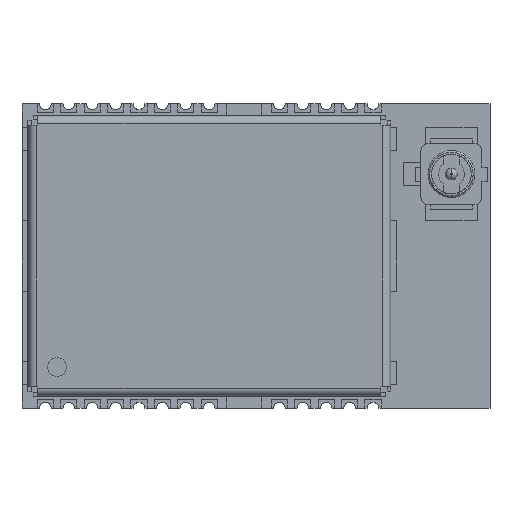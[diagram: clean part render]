
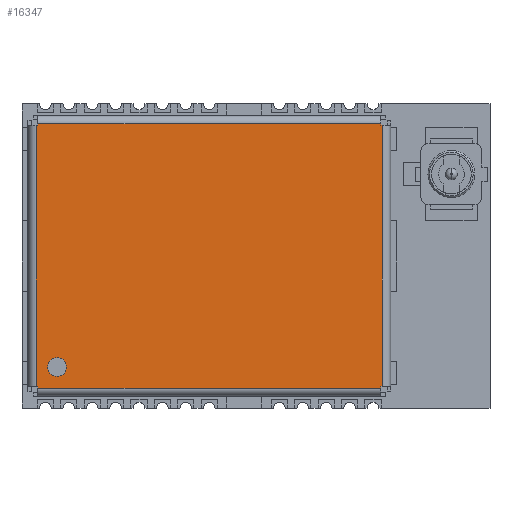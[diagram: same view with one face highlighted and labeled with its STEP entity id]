
A CAD part, top view. The second image highlights one B-rep face of the part: STEP entity #16347.
In plain terms, the highlighted face is planar.
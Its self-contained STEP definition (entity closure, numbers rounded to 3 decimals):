
#187 = VECTOR ( 'NONE', #16358, 1000. ) ;
#203 = FACE_BOUND ( 'NONE', #10466, .T. ) ;
#289 = VERTEX_POINT ( 'NONE', #3331 ) ;
#302 = VERTEX_POINT ( 'NONE', #14066 ) ;
#382 = FACE_OUTER_BOUND ( 'NONE', #2863, .T. ) ;
#727 = CARTESIAN_POINT ( 'NONE',  ( 0.425, 0., 0. ) ) ;
#808 = AXIS2_PLACEMENT_3D ( 'NONE', #11114, #9872, #16440 ) ;
#882 = CARTESIAN_POINT ( 'NONE',  ( 15.075, 0., 0. ) ) ;
#966 = ORIENTED_EDGE ( 'NONE', *, *, #4844, .F. ) ;
#1309 = ORIENTED_EDGE ( 'NONE', *, *, #6547, .T. ) ;
#1490 = EDGE_CURVE ( 'NONE', #6553, #9265, #4277, .T. ) ;
#1619 = PLANE ( 'NONE',  #808 ) ;
#1703 = CARTESIAN_POINT ( 'NONE',  ( 0.425, 0.35, 0. ) ) ;
#1825 = CARTESIAN_POINT ( 'NONE',  ( 15.15, 0.425, 0. ) ) ;
#1889 = CARTESIAN_POINT ( 'NONE',  ( 0.425, 0.425, 0. ) ) ;
#2091 = VERTEX_POINT ( 'NONE', #14364 ) ;
#2158 = LINE ( 'NONE', #5041, #11030 ) ;
#2214 = VECTOR ( 'NONE', #10518, 1000. ) ;
#2311 = VECTOR ( 'NONE', #6792, 1000. ) ;
#2730 = CARTESIAN_POINT ( 'NONE',  ( 15.15, 0.425, 0. ) ) ;
#2863 = EDGE_LOOP ( 'NONE', ( #13867, #15322, #9352, #7031, #9411, #16788, #13075, #7992, #4214, #9592, #1309, #7814 ) ) ;
#2895 = VECTOR ( 'NONE', #11241, 1000. ) ;
#3209 = EDGE_CURVE ( 'NONE', #2091, #289, #2158, .T. ) ;
#3321 = CARTESIAN_POINT ( 'NONE',  ( 0.35, 11.575, 0. ) ) ;
#3331 = CARTESIAN_POINT ( 'NONE',  ( 15.075, 0.35, 0. ) ) ;
#3383 = DIRECTION ( 'NONE',  ( -1., 0., 0. ) ) ;
#3652 = EDGE_CURVE ( 'NONE', #302, #11560, #5107, .T. ) ;
#3673 = VECTOR ( 'NONE', #12944, 1000. ) ;
#3824 = CARTESIAN_POINT ( 'NONE',  ( 0.425, 0.35, 0. ) ) ;
#3993 = EDGE_CURVE ( 'NONE', #12177, #11001, #9654, .T. ) ;
#4015 = VECTOR ( 'NONE', #16088, 1000. ) ;
#4036 = LINE ( 'NONE', #2730, #11366 ) ;
#4105 = VERTEX_POINT ( 'NONE', #1825 ) ;
#4214 = ORIENTED_EDGE ( 'NONE', *, *, #9690, .T. ) ;
#4277 = LINE ( 'NONE', #10812, #7054 ) ;
#4494 = VECTOR ( 'NONE', #3383, 1000. ) ;
#4820 = EDGE_CURVE ( 'NONE', #9665, #14306, #17219, .T. ) ;
#4844 = EDGE_CURVE ( 'NONE', #14306, #9665, #7143, .T. ) ;
#4902 = VERTEX_POINT ( 'NONE', #5555 ) ;
#4914 = LINE ( 'NONE', #882, #3673 ) ;
#4958 = LINE ( 'NONE', #9271, #2214 ) ;
#5041 = CARTESIAN_POINT ( 'NONE',  ( 15.075, 0., 0. ) ) ;
#5107 = LINE ( 'NONE', #9158, #2311 ) ;
#5149 = EDGE_CURVE ( 'NONE', #7515, #4105, #4036, .T. ) ;
#5153 = AXIS2_PLACEMENT_3D ( 'NONE', #16176, #7848, #10848 ) ;
#5156 = CARTESIAN_POINT ( 'NONE',  ( 0.85, 10.75, 0. ) ) ;
#5555 = CARTESIAN_POINT ( 'NONE',  ( 15.075, 11.575, 0. ) ) ;
#5884 = VECTOR ( 'NONE', #6266, 1000. ) ;
#6082 = DIRECTION ( 'NONE',  ( 0., 1., 0. ) ) ;
#6266 = DIRECTION ( 'NONE',  ( 1., 0., 0. ) ) ;
#6547 = EDGE_CURVE ( 'NONE', #289, #12177, #11032, .T. ) ;
#6553 = VERTEX_POINT ( 'NONE', #9523 ) ;
#6792 = DIRECTION ( 'NONE',  ( 1., 0., 0. ) ) ;
#6979 = VECTOR ( 'NONE', #6082, 1000. ) ;
#7031 = ORIENTED_EDGE ( 'NONE', *, *, #16097, .T. ) ;
#7054 = VECTOR ( 'NONE', #9661, 1000. ) ;
#7143 = CIRCLE ( 'NONE', #7410, 0.4 ) ;
#7410 = AXIS2_PLACEMENT_3D ( 'NONE', #16439, #11113, #14874 ) ;
#7515 = VERTEX_POINT ( 'NONE', #17318 ) ;
#7814 = ORIENTED_EDGE ( 'NONE', *, *, #3993, .T. ) ;
#7848 = DIRECTION ( 'NONE',  ( 0., 0., -1. ) ) ;
#7922 = CARTESIAN_POINT ( 'NONE',  ( 0., 11.575, 0. ) ) ;
#7992 = ORIENTED_EDGE ( 'NONE', *, *, #5149, .T. ) ;
#8650 = LINE ( 'NONE', #727, #6979 ) ;
#9158 = CARTESIAN_POINT ( 'NONE',  ( 15.075, 11.65, 0. ) ) ;
#9228 = DIRECTION ( 'NONE',  ( 0., -1., 0. ) ) ;
#9243 = LINE ( 'NONE', #7922, #4015 ) ;
#9265 = VERTEX_POINT ( 'NONE', #3321 ) ;
#9271 = CARTESIAN_POINT ( 'NONE',  ( 0., 0.425, 0. ) ) ;
#9352 = ORIENTED_EDGE ( 'NONE', *, *, #13692, .T. ) ;
#9411 = ORIENTED_EDGE ( 'NONE', *, *, #3652, .T. ) ;
#9445 = CARTESIAN_POINT ( 'NONE',  ( 0.425, 11.575, 0. ) ) ;
#9523 = CARTESIAN_POINT ( 'NONE',  ( 0.35, 0.425, 0. ) ) ;
#9592 = ORIENTED_EDGE ( 'NONE', *, *, #3209, .T. ) ;
#9654 = LINE ( 'NONE', #13960, #2895 ) ;
#9661 = DIRECTION ( 'NONE',  ( 0., 1., 0. ) ) ;
#9665 = VERTEX_POINT ( 'NONE', #17346 ) ;
#9690 = EDGE_CURVE ( 'NONE', #4105, #2091, #4958, .T. ) ;
#9773 = VERTEX_POINT ( 'NONE', #9445 ) ;
#9872 = DIRECTION ( 'NONE',  ( 0., 0., -1. ) ) ;
#10124 = EDGE_CURVE ( 'NONE', #4902, #7515, #17240, .T. ) ;
#10256 = DIRECTION ( 'NONE',  ( 0., -1., 0. ) ) ;
#10261 = CARTESIAN_POINT ( 'NONE',  ( 0., 0.425, 0. ) ) ;
#10344 = LINE ( 'NONE', #10261, #4494 ) ;
#10466 = EDGE_LOOP ( 'NONE', ( #966, #13622 ) ) ;
#10518 = DIRECTION ( 'NONE',  ( -1., 0., 0. ) ) ;
#10616 = EDGE_CURVE ( 'NONE', #11001, #6553, #10344, .T. ) ;
#10812 = CARTESIAN_POINT ( 'NONE',  ( 0.35, 11.575, 0. ) ) ;
#10848 = DIRECTION ( 'NONE',  ( -1., 0., 0. ) ) ;
#11001 = VERTEX_POINT ( 'NONE', #1889 ) ;
#11030 = VECTOR ( 'NONE', #10256, 1000. ) ;
#11032 = LINE ( 'NONE', #1703, #187 ) ;
#11113 = DIRECTION ( 'NONE',  ( 0., 0., -1. ) ) ;
#11114 = CARTESIAN_POINT ( 'NONE',  ( 0., 0., 0. ) ) ;
#11241 = DIRECTION ( 'NONE',  ( 0., 1., 0. ) ) ;
#11324 = EDGE_CURVE ( 'NONE', #11560, #4902, #4914, .T. ) ;
#11366 = VECTOR ( 'NONE', #9228, 1000. ) ;
#11560 = VERTEX_POINT ( 'NONE', #12586 ) ;
#12177 = VERTEX_POINT ( 'NONE', #3824 ) ;
#12586 = CARTESIAN_POINT ( 'NONE',  ( 15.075, 11.65, 0. ) ) ;
#12944 = DIRECTION ( 'NONE',  ( 0., -1., 0. ) ) ;
#13075 = ORIENTED_EDGE ( 'NONE', *, *, #10124, .T. ) ;
#13315 = CARTESIAN_POINT ( 'NONE',  ( 0., 11.575, 0. ) ) ;
#13622 = ORIENTED_EDGE ( 'NONE', *, *, #4820, .F. ) ;
#13692 = EDGE_CURVE ( 'NONE', #9265, #9773, #9243, .T. ) ;
#13867 = ORIENTED_EDGE ( 'NONE', *, *, #10616, .T. ) ;
#13960 = CARTESIAN_POINT ( 'NONE',  ( 0.425, 0., 0. ) ) ;
#14066 = CARTESIAN_POINT ( 'NONE',  ( 0.425, 11.65, 0. ) ) ;
#14306 = VERTEX_POINT ( 'NONE', #5156 ) ;
#14364 = CARTESIAN_POINT ( 'NONE',  ( 15.075, 0.425, 0. ) ) ;
#14874 = DIRECTION ( 'NONE',  ( -1., 0., 0. ) ) ;
#15322 = ORIENTED_EDGE ( 'NONE', *, *, #1490, .T. ) ;
#16088 = DIRECTION ( 'NONE',  ( 1., 0., 0. ) ) ;
#16097 = EDGE_CURVE ( 'NONE', #9773, #302, #8650, .T. ) ;
#16176 = CARTESIAN_POINT ( 'NONE',  ( 1.25, 10.75, 0. ) ) ;
#16347 = ADVANCED_FACE ( 'NONE', ( #203, #382 ), #1619, .T. ) ;
#16358 = DIRECTION ( 'NONE',  ( -1., 0., 0. ) ) ;
#16439 = CARTESIAN_POINT ( 'NONE',  ( 1.25, 10.75, 0. ) ) ;
#16440 = DIRECTION ( 'NONE',  ( -1., 0., 0. ) ) ;
#16788 = ORIENTED_EDGE ( 'NONE', *, *, #11324, .T. ) ;
#17219 = CIRCLE ( 'NONE', #5153, 0.4 ) ;
#17240 = LINE ( 'NONE', #13315, #5884 ) ;
#17318 = CARTESIAN_POINT ( 'NONE',  ( 15.15, 11.575, 0. ) ) ;
#17346 = CARTESIAN_POINT ( 'NONE',  ( 1.65, 10.75, 0. ) ) ;
